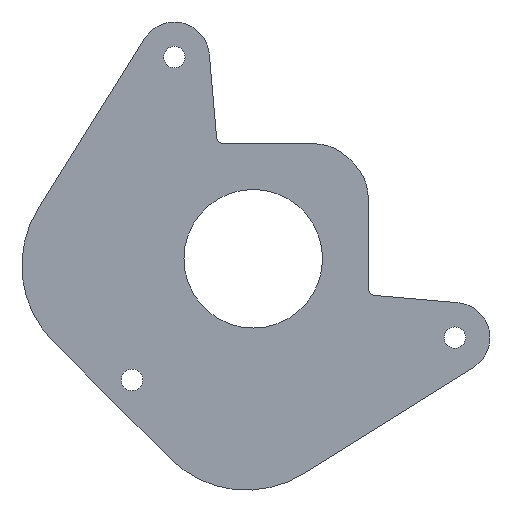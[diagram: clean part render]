
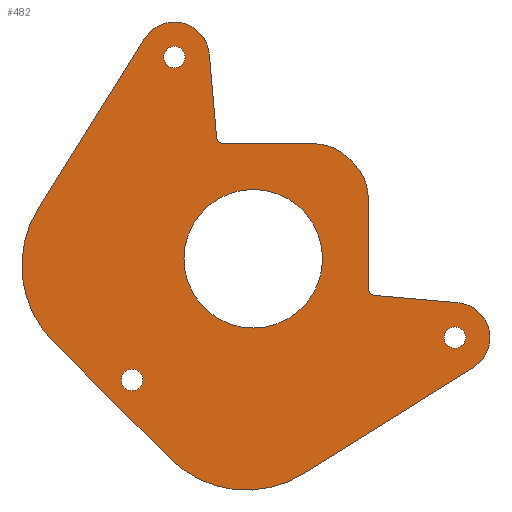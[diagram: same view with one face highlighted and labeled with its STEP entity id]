
A CAD part, front view. The second image highlights one B-rep face of the part: STEP entity #482.
In plain terms, the highlighted planar face has unit normal (0, -1, 0).
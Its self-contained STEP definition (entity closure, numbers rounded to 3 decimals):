
#1=CARTESIAN_POINT('',(-80.61,0.,-80.61));
#2=DIRECTION('',(0.,1.,0.));
#3=DIRECTION('',(1.,0.,0.));
#4=AXIS2_PLACEMENT_3D('',#1,#2,#3);
#6=CARTESIAN_POINT('',(-80.61,0.,-80.61));
#7=DIRECTION('',(0.,1.,0.));
#8=DIRECTION('',(-1.,0.,0.));
#9=AXIS2_PLACEMENT_3D('',#6,#7,#8);
#11=CARTESIAN_POINT('',(-62.933,0.,54.447));
#12=DIRECTION('',(0.,1.,0.));
#13=DIRECTION('',(1.,0.,0.));
#14=AXIS2_PLACEMENT_3D('',#11,#12,#13);
#16=CARTESIAN_POINT('',(-62.933,0.,54.447));
#17=DIRECTION('',(0.,1.,0.));
#18=DIRECTION('',(-1.,0.,0.));
#19=AXIS2_PLACEMENT_3D('',#16,#17,#18);
#21=CARTESIAN_POINT('',(54.447,0.,-62.933));
#22=DIRECTION('',(0.,1.,0.));
#23=DIRECTION('',(1.,0.,0.));
#24=AXIS2_PLACEMENT_3D('',#21,#22,#23);
#26=CARTESIAN_POINT('',(54.447,0.,-62.933));
#27=DIRECTION('',(0.,1.,0.));
#28=DIRECTION('',(-1.,0.,0.));
#29=AXIS2_PLACEMENT_3D('',#26,#27,#28);
#31=CARTESIAN_POINT('',(-29.911,0.,-29.911));
#32=DIRECTION('',(0.,-1.,0.));
#33=DIRECTION('',(1.,0.,0.));
#34=AXIS2_PLACEMENT_3D('',#31,#32,#33);
#36=CARTESIAN_POINT('',(-29.911,0.,-29.911));
#37=DIRECTION('',(0.,-1.,0.));
#38=DIRECTION('',(-1.,0.,0.));
#39=AXIS2_PLACEMENT_3D('',#36,#37,#38);
#41=CARTESIAN_POINT('',(-32.818,0.,-81.733));
#42=DIRECTION('',(0.,1.,0.));
#43=DIRECTION('',(0.53,0.,-0.848));
#44=AXIS2_PLACEMENT_3D('',#41,#42,#43);
#46=DIRECTION('',(-0.707,0.,0.707));
#47=VECTOR('',#46,69.176);
#48=CARTESIAN_POINT('',(-64.638,0.,-113.553));
#49=LINE('',#48,#47);
#50=CARTESIAN_POINT('',(-81.733,0.,-32.818));
#51=DIRECTION('',(0.,1.,0.));
#52=DIRECTION('',(-0.707,0.,-0.707));
#53=AXIS2_PLACEMENT_3D('',#50,#51,#52);
#55=DIRECTION('',(0.53,0.,0.848));
#56=VECTOR('',#55,83.968);
#57=CARTESIAN_POINT('',(-119.895,0.,-8.972));
#58=LINE('',#57,#56);
#59=CARTESIAN_POINT('',(-62.933,0.,54.447));
#60=DIRECTION('',(0.,-1.,0.));
#61=DIRECTION('',(0.996,0.,0.087));
#62=AXIS2_PLACEMENT_3D('',#59,#60,#61);
#64=DIRECTION('',(0.087,0.,-0.996));
#65=VECTOR('',#64,34.923);
#66=CARTESIAN_POINT('',(-48.288,0.,55.728));
#67=LINE('',#66,#65);
#68=DIRECTION('',(1.,0.,0.));
#69=VECTOR('',#68,37.724);
#70=CARTESIAN_POINT('',(-42.256,0.,18.2));
#71=LINE('',#70,#69);
#72=CARTESIAN_POINT('',(-4.532,0.,-1.8));
#73=DIRECTION('',(0.,-1.,0.));
#74=DIRECTION('',(0.557,0.,0.83));
#75=AXIS2_PLACEMENT_3D('',#72,#73,#74);
#77=CARTESIAN_POINT('',(-10.104,0.,-10.104));
#78=DIRECTION('',(0.,-1.,0.));
#79=DIRECTION('',(0.83,0.,0.557));
#80=AXIS2_PLACEMENT_3D('',#77,#78,#79);
#82=CARTESIAN_POINT('',(-1.8,0.,-4.532));
#83=DIRECTION('',(0.,-1.,0.));
#84=DIRECTION('',(1.,0.,0.));
#85=AXIS2_PLACEMENT_3D('',#82,#83,#84);
#87=DIRECTION('',(0.,0.,-1.));
#88=VECTOR('',#87,37.724);
#89=CARTESIAN_POINT('',(18.2,0.,-4.532));
#90=LINE('',#89,#88);
#91=DIRECTION('',(0.996,0.,-0.087));
#92=VECTOR('',#91,34.923);
#93=CARTESIAN_POINT('',(20.939,0.,-45.245));
#94=LINE('',#93,#92);
#95=CARTESIAN_POINT('',(54.447,0.,-62.933));
#96=DIRECTION('',(0.,-1.,0.));
#97=DIRECTION('',(0.53,0.,-0.848));
#98=AXIS2_PLACEMENT_3D('',#95,#96,#97);
#100=DIRECTION('',(-0.848,0.,-0.53));
#101=VECTOR('',#100,83.968);
#102=CARTESIAN_POINT('',(62.237,0.,-75.399));
#103=LINE('',#102,#101);
#255=CARTESIAN_POINT('',(21.2,0.,-42.256));
#256=DIRECTION('',(0.,1.,0.));
#257=DIRECTION('',(-0.087,0.,-0.996));
#258=AXIS2_PLACEMENT_3D('',#255,#256,#257);
#289=CARTESIAN_POINT('',(-42.256,0.,21.2));
#290=DIRECTION('',(0.,1.,0.));
#291=DIRECTION('',(0.,0.,-1.));
#292=AXIS2_PLACEMENT_3D('',#289,#290,#291);
#323=CARTESIAN_POINT('',(-76.11,0.,-80.61));
#324=CARTESIAN_POINT('',(-85.11,0.,-80.61));
#325=VERTEX_POINT('',#323);
#326=VERTEX_POINT('',#324);
#327=CARTESIAN_POINT('',(-58.433,0.,54.447));
#328=CARTESIAN_POINT('',(-67.433,0.,54.447));
#329=VERTEX_POINT('',#327);
#330=VERTEX_POINT('',#328);
#331=CARTESIAN_POINT('',(58.947,0.,-62.933));
#332=CARTESIAN_POINT('',(49.947,0.,-62.933));
#333=VERTEX_POINT('',#331);
#334=VERTEX_POINT('',#332);
#347=CARTESIAN_POINT('',(-0.911,0.,-29.911));
#348=CARTESIAN_POINT('',(-58.911,0.,-29.911));
#349=VERTEX_POINT('',#347);
#350=VERTEX_POINT('',#348);
#355=CARTESIAN_POINT('',(62.237,0.,-75.399));
#356=CARTESIAN_POINT('',(55.728,0.,-48.288));
#357=VERTEX_POINT('',#355);
#358=VERTEX_POINT('',#356);
#363=CARTESIAN_POINT('',(20.939,0.,-45.245));
#364=CARTESIAN_POINT('',(18.2,0.,-42.256));
#365=VERTEX_POINT('',#363);
#366=VERTEX_POINT('',#364);
#371=CARTESIAN_POINT('',(-42.256,0.,18.2));
#372=CARTESIAN_POINT('',(-45.245,0.,20.939));
#373=VERTEX_POINT('',#371);
#374=VERTEX_POINT('',#372);
#379=CARTESIAN_POINT('',(-8.972,0.,-119.895));
#380=CARTESIAN_POINT('',(-64.638,0.,-113.553));
#381=VERTEX_POINT('',#379);
#382=VERTEX_POINT('',#380);
#383=CARTESIAN_POINT('',(-113.553,0.,-64.638));
#384=CARTESIAN_POINT('',(-119.895,0.,-8.972));
#385=VERTEX_POINT('',#383);
#386=VERTEX_POINT('',#384);
#395=CARTESIAN_POINT('',(-75.399,0.,62.237));
#396=VERTEX_POINT('',#395);
#399=CARTESIAN_POINT('',(-48.288,0.,55.728));
#400=VERTEX_POINT('',#399);
#403=CARTESIAN_POINT('',(-4.532,0.,18.2));
#404=VERTEX_POINT('',#403);
#405=CARTESIAN_POINT('',(18.2,0.,-4.532));
#406=VERTEX_POINT('',#405);
#411=CARTESIAN_POINT('',(6.611,0.,14.808));
#412=VERTEX_POINT('',#411);
#415=CARTESIAN_POINT('',(14.808,0.,6.611));
#416=VERTEX_POINT('',#415);
#419=CARTESIAN_POINT('',(0.,0.,0.));
#420=DIRECTION('',(0.,1.,0.));
#421=DIRECTION('',(1.,0.,0.));
#422=AXIS2_PLACEMENT_3D('',#419,#420,#421);
#423=PLANE('',#422);
#425=ORIENTED_EDGE('',*,*,#424,.T.);
#427=ORIENTED_EDGE('',*,*,#426,.T.);
#429=ORIENTED_EDGE('',*,*,#428,.T.);
#431=ORIENTED_EDGE('',*,*,#430,.T.);
#433=ORIENTED_EDGE('',*,*,#432,.F.);
#435=ORIENTED_EDGE('',*,*,#434,.T.);
#437=ORIENTED_EDGE('',*,*,#436,.F.);
#439=ORIENTED_EDGE('',*,*,#438,.T.);
#441=ORIENTED_EDGE('',*,*,#440,.F.);
#443=ORIENTED_EDGE('',*,*,#442,.F.);
#445=ORIENTED_EDGE('',*,*,#444,.F.);
#447=ORIENTED_EDGE('',*,*,#446,.T.);
#449=ORIENTED_EDGE('',*,*,#448,.F.);
#451=ORIENTED_EDGE('',*,*,#450,.T.);
#453=ORIENTED_EDGE('',*,*,#452,.F.);
#455=ORIENTED_EDGE('',*,*,#454,.T.);
#456=EDGE_LOOP('',(#425,#427,#429,#431,#433,#435,#437,#439,#441,#443,#445,#447,
#449,#451,#453,#455));
#457=FACE_OUTER_BOUND('',#456,.F.);
#459=ORIENTED_EDGE('',*,*,#458,.F.);
#461=ORIENTED_EDGE('',*,*,#460,.F.);
#462=EDGE_LOOP('',(#459,#461));
#463=FACE_BOUND('',#462,.F.);
#465=ORIENTED_EDGE('',*,*,#464,.F.);
#467=ORIENTED_EDGE('',*,*,#466,.F.);
#468=EDGE_LOOP('',(#465,#467));
#469=FACE_BOUND('',#468,.F.);
#471=ORIENTED_EDGE('',*,*,#470,.F.);
#473=ORIENTED_EDGE('',*,*,#472,.F.);
#474=EDGE_LOOP('',(#471,#473));
#475=FACE_BOUND('',#474,.F.);
#477=ORIENTED_EDGE('',*,*,#476,.T.);
#479=ORIENTED_EDGE('',*,*,#478,.T.);
#480=EDGE_LOOP('',(#477,#479));
#481=FACE_BOUND('',#480,.F.);
#482=ADVANCED_FACE('',(#457,#463,#469,#475,#481),#423,.F.);
#5=CIRCLE('',#4,4.5);
#10=CIRCLE('',#9,4.5);
#15=CIRCLE('',#14,4.5);
#20=CIRCLE('',#19,4.5);
#25=CIRCLE('',#24,4.5);
#30=CIRCLE('',#29,4.5);
#35=CIRCLE('',#34,29.);
#40=CIRCLE('',#39,29.);
#45=CIRCLE('',#44,45.);
#54=CIRCLE('',#53,45.);
#63=CIRCLE('',#62,14.7);
#76=CIRCLE('',#75,20.);
#81=CIRCLE('',#80,30.);
#86=CIRCLE('',#85,20.);
#99=CIRCLE('',#98,14.7);
#259=CIRCLE('',#258,3.);
#293=CIRCLE('',#292,3.);
#424=EDGE_CURVE('',#381,#382,#45,.T.);
#426=EDGE_CURVE('',#382,#385,#49,.T.);
#428=EDGE_CURVE('',#385,#386,#54,.T.);
#430=EDGE_CURVE('',#386,#396,#58,.T.);
#432=EDGE_CURVE('',#400,#396,#63,.T.);
#434=EDGE_CURVE('',#400,#374,#67,.T.);
#436=EDGE_CURVE('',#373,#374,#293,.T.);
#438=EDGE_CURVE('',#373,#404,#71,.T.);
#440=EDGE_CURVE('',#412,#404,#76,.T.);
#442=EDGE_CURVE('',#416,#412,#81,.T.);
#444=EDGE_CURVE('',#406,#416,#86,.T.);
#446=EDGE_CURVE('',#406,#366,#90,.T.);
#448=EDGE_CURVE('',#365,#366,#259,.T.);
#450=EDGE_CURVE('',#365,#358,#94,.T.);
#452=EDGE_CURVE('',#357,#358,#99,.T.);
#454=EDGE_CURVE('',#357,#381,#103,.T.);
#458=EDGE_CURVE('',#325,#326,#5,.T.);
#460=EDGE_CURVE('',#326,#325,#10,.T.);
#464=EDGE_CURVE('',#329,#330,#15,.T.);
#466=EDGE_CURVE('',#330,#329,#20,.T.);
#470=EDGE_CURVE('',#333,#334,#25,.T.);
#472=EDGE_CURVE('',#334,#333,#30,.T.);
#476=EDGE_CURVE('',#349,#350,#35,.T.);
#478=EDGE_CURVE('',#350,#349,#40,.T.);
